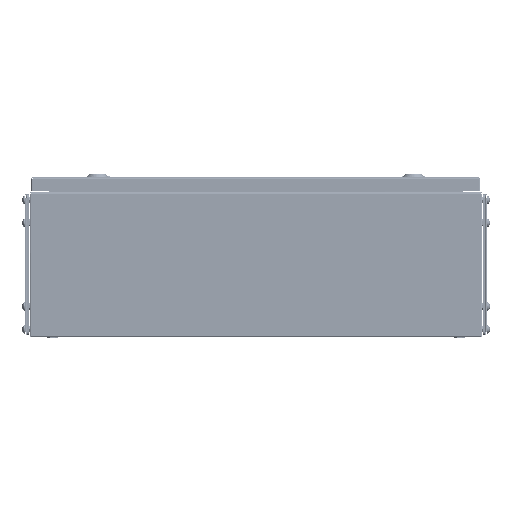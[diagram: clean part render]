
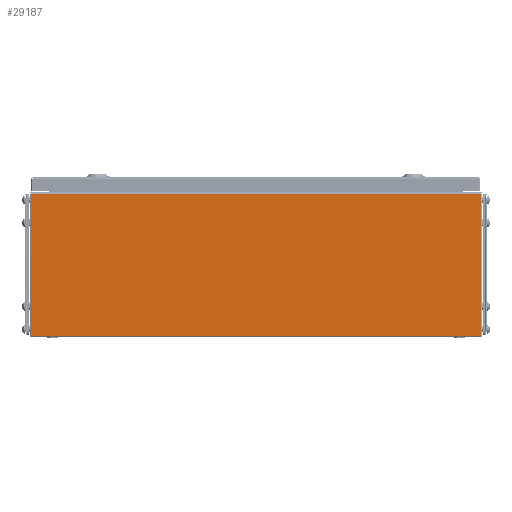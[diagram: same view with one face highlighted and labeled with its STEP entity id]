
A CAD part, left-side view. The second image highlights one B-rep face of the part: STEP entity #29187.
In plain terms, the highlighted planar face has unit normal (-1, 0, 0).
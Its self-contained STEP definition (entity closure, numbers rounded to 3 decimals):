
#2200 = EDGE_CURVE ( 'NONE', #49902, #66163, #66298, .T. ) ;
#4695 = VERTEX_POINT ( 'NONE', #84560 ) ;
#6636 = LINE ( 'NONE', #46356, #36016 ) ;
#9256 = EDGE_CURVE ( 'NONE', #66163, #18416, #53177, .T. ) ;
#12154 = DIRECTION ( 'NONE',  ( 0., 0., -1. ) ) ;
#13550 = AXIS2_PLACEMENT_3D ( 'NONE', #52712, #58085, #86896 ) ;
#16120 = ORIENTED_EDGE ( 'NONE', *, *, #41373, .T. ) ;
#17664 = EDGE_CURVE ( 'NONE', #4695, #18416, #6636, .T. ) ;
#18416 = VERTEX_POINT ( 'NONE', #27688 ) ;
#19414 = DIRECTION ( 'NONE',  ( 0., 0., 1. ) ) ;
#21859 = CARTESIAN_POINT ( 'NONE',  ( -300., -295.5, 187.5 ) ) ;
#22525 = ORIENTED_EDGE ( 'NONE', *, *, #17664, .F. ) ;
#23981 = VECTOR ( 'NONE', #12154, 1000. ) ;
#24303 = FACE_OUTER_BOUND ( 'NONE', #55077, .T. ) ;
#27688 = CARTESIAN_POINT ( 'NONE',  ( -300., 295.5, 1. ) ) ;
#27918 = CARTESIAN_POINT ( 'NONE',  ( -300., -295.5, 0. ) ) ;
#29187 = ADVANCED_FACE ( 'NONE', ( #24303 ), #78791, .F. ) ;
#36016 = VECTOR ( 'NONE', #66574, 1000. ) ;
#41373 = EDGE_CURVE ( 'NONE', #4695, #49902, #46031, .T. ) ;
#43929 = CARTESIAN_POINT ( 'NONE',  ( -300., 295.5, 187.5 ) ) ;
#45639 = CARTESIAN_POINT ( 'NONE',  ( -300., -295.5, 187.5 ) ) ;
#46031 = LINE ( 'NONE', #27918, #46238 ) ;
#46238 = VECTOR ( 'NONE', #19414, 1000. ) ;
#46356 = CARTESIAN_POINT ( 'NONE',  ( -300., 295.5, 1. ) ) ;
#49902 = VERTEX_POINT ( 'NONE', #21859 ) ;
#52712 = CARTESIAN_POINT ( 'NONE',  ( -300., 0., 0. ) ) ;
#53177 = LINE ( 'NONE', #87801, #23981 ) ;
#55077 = EDGE_LOOP ( 'NONE', ( #73369, #59061, #22525, #16120 ) ) ;
#58085 = DIRECTION ( 'NONE',  ( 1., 0., 0. ) ) ;
#59061 = ORIENTED_EDGE ( 'NONE', *, *, #9256, .T. ) ;
#66163 = VERTEX_POINT ( 'NONE', #43929 ) ;
#66298 = LINE ( 'NONE', #45639, #78285 ) ;
#66574 = DIRECTION ( 'NONE',  ( 0., 1., 0. ) ) ;
#73369 = ORIENTED_EDGE ( 'NONE', *, *, #2200, .T. ) ;
#78285 = VECTOR ( 'NONE', #86559, 1000. ) ;
#78791 = PLANE ( 'NONE',  #13550 ) ;
#84560 = CARTESIAN_POINT ( 'NONE',  ( -300., -295.5, 1. ) ) ;
#86559 = DIRECTION ( 'NONE',  ( 0., 1., 0. ) ) ;
#86896 = DIRECTION ( 'NONE',  ( 0., 0., -1. ) ) ;
#87801 = CARTESIAN_POINT ( 'NONE',  ( -300., 295.5, 0. ) ) ;
